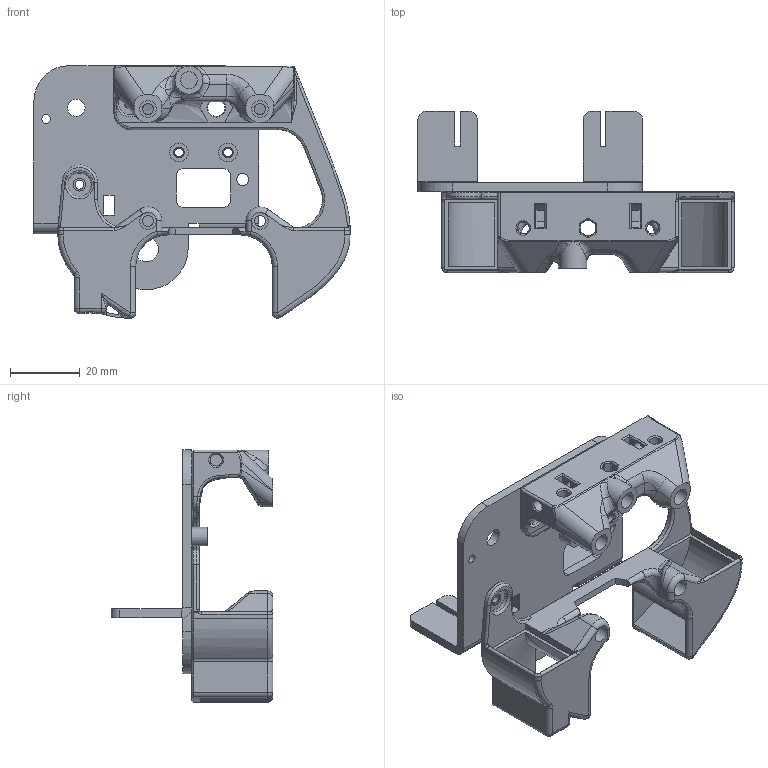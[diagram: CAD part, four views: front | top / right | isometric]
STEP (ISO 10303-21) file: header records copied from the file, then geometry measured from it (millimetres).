
FILE_DESCRIPTION(/* description */ (''),/* implementation_level */ '2;1');
FILE_NAME(/* name */ 'Stiffy Ender-3 V2 (old) v3.step',/* time_stamp */ '2023-06-11T14:07:06+02:00',/* author */ (''),/* organization */ (''),/* preprocessor_version */ 'ST-DEVELOPER v19.2',/* originating_system */ 'Autodesk Translation Framework v12.6.0.85',/* authorisation */ '');
FILE_SCHEMA (('AUTOMOTIVE_DESIGN { 1 0 10303 214 3 1 1 }'));
Products named in the file (3): Stiffy Ender-3 V2 (old); Ender-3 V2 Plate; Stiffy
Assembly tree (2 placements, depth 2):
  Stiffy Ender-3 V2 (old)
    Ender-3 V2 Plate
    Stiffy
Bounding box: 90.35 x 46.2 x 72.15 mm (x, y, z)
Volume: 29820.4 mm3; surface area: 24680.1 mm2
Topology: 2 solids, 2 shells, 628 faces, 1567 edges, 926 vertices
Faces by surface type: plane 214, cylinder 175, bspline 146, cone 44, torus 31, sphere 18
Full cylindrical faces by diameter (mm): 2.5 x4, 3.2 x3, 3.4 x8, 3.6 x1, 4.8 x5, 5 x2, 5.3 x2, 5.35 x1, 6.2 x2, 6.7 x2, 7 x1
Entity records: 41633 total; most frequent: CARTESIAN_POINT 27193, ORIENTED_EDGE 3092, DIRECTION 2839, EDGE_CURVE 1546, AXIS2_PLACEMENT_3D 1075, VERTEX_POINT 926, LINE 689, VECTOR 689
